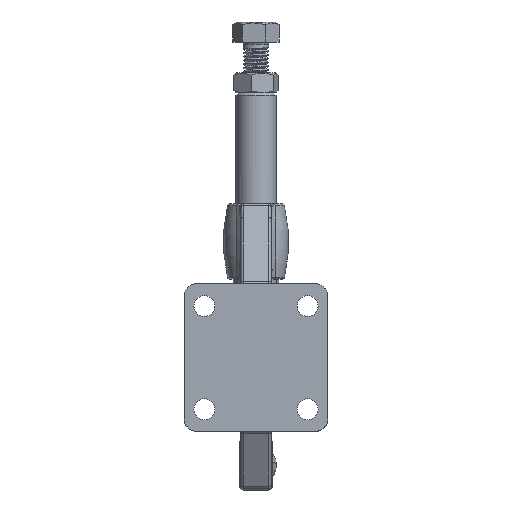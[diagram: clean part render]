
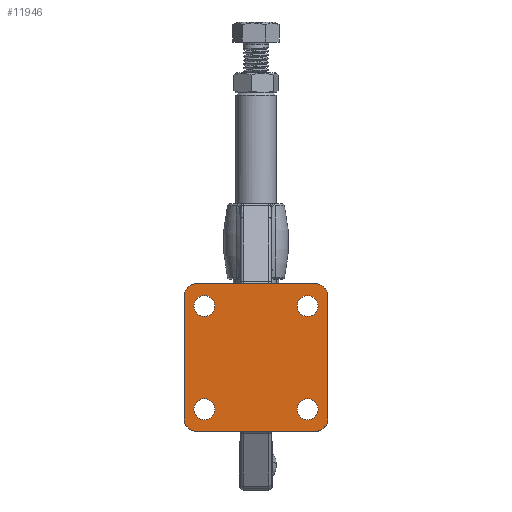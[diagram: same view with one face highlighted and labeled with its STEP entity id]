
A CAD part, front view. The second image highlights one B-rep face of the part: STEP entity #11946.
In plain terms, the highlighted planar face has unit normal (0, -1, 0).
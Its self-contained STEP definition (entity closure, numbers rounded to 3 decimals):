
#101 = VERTEX_POINT ( 'NONE', #14019 ) ;
#133 = LINE ( 'NONE', #23389, #23112 ) ;
#233 = DIRECTION ( 'NONE',  ( 0., 0., 1. ) ) ;
#315 = ORIENTED_EDGE ( 'NONE', *, *, #20233, .F. ) ;
#395 = DIRECTION ( 'NONE',  ( 1., 0., 0. ) ) ;
#724 = ORIENTED_EDGE ( 'NONE', *, *, #1728, .F. ) ;
#1006 = DIRECTION ( 'NONE',  ( 0., -1., 0. ) ) ;
#1222 = CIRCLE ( 'NONE', #16656, 4.15 ) ;
#1272 = CARTESIAN_POINT ( 'NONE',  ( -20.55, 0., 49.95 ) ) ;
#1566 = EDGE_CURVE ( 'NONE', #37490, #33150, #35152, .T. ) ;
#1700 = LINE ( 'NONE', #34747, #8695 ) ;
#1728 = EDGE_CURVE ( 'NONE', #3637, #12387, #5530, .T. ) ;
#2424 = DIRECTION ( 'NONE',  ( 0., -1., 0. ) ) ;
#2837 = DIRECTION ( 'NONE',  ( 0., -1., 0. ) ) ;
#3273 = AXIS2_PLACEMENT_3D ( 'NONE', #25048, #4073, #19023 ) ;
#3637 = VERTEX_POINT ( 'NONE', #29576 ) ;
#3729 = VERTEX_POINT ( 'NONE', #33096 ) ;
#3972 = AXIS2_PLACEMENT_3D ( 'NONE', #24476, #12669, #33685 ) ;
#4073 = DIRECTION ( 'NONE',  ( 0., -1., 0. ) ) ;
#4306 = DIRECTION ( 'NONE',  ( 0., 0., -1. ) ) ;
#4665 = EDGE_CURVE ( 'NONE', #18692, #32267, #38234, .T. ) ;
#5073 = LINE ( 'NONE', #18219, #21036 ) ;
#5163 = CARTESIAN_POINT ( 'NONE',  ( 28.6, 0., 58.8 ) ) ;
#5514 = FACE_BOUND ( 'NONE', #30815, .T. ) ;
#5530 = CIRCLE ( 'NONE', #3273, 4.15 ) ;
#5540 = DIRECTION ( 'NONE',  ( 0., -1., 0. ) ) ;
#5962 = AXIS2_PLACEMENT_3D ( 'NONE', #18983, #1006, #22002 ) ;
#6051 = CARTESIAN_POINT ( 'NONE',  ( -23.6, 0., 58.8 ) ) ;
#6486 = AXIS2_PLACEMENT_3D ( 'NONE', #1272, #22267, #4306 ) ;
#6865 = AXIS2_PLACEMENT_3D ( 'NONE', #36162, #18186, #233 ) ;
#7387 = ORIENTED_EDGE ( 'NONE', *, *, #18648, .F. ) ;
#7493 = VERTEX_POINT ( 'NONE', #38226 ) ;
#8147 = DIRECTION ( 'NONE',  ( 0., 0., -1. ) ) ;
#8269 = VERTEX_POINT ( 'NONE', #18189 ) ;
#8379 = DIRECTION ( 'NONE',  ( 0., 0., -1. ) ) ;
#8679 = AXIS2_PLACEMENT_3D ( 'NONE', #11109, #32118, #14130 ) ;
#8695 = VECTOR ( 'NONE', #19765, 1000. ) ;
#9045 = EDGE_CURVE ( 'NONE', #9283, #30885, #35235, .T. ) ;
#9283 = VERTEX_POINT ( 'NONE', #24273 ) ;
#9403 = CIRCLE ( 'NONE', #27651, 4.15 ) ;
#9960 = ORIENTED_EDGE ( 'NONE', *, *, #27009, .T. ) ;
#11031 = CARTESIAN_POINT ( 'NONE',  ( -20.55, 0., 8.85 ) ) ;
#11109 = CARTESIAN_POINT ( 'NONE',  ( -23.6, 0., 53.8 ) ) ;
#11208 = CARTESIAN_POINT ( 'NONE',  ( 23.6, 0., 0. ) ) ;
#11492 = ORIENTED_EDGE ( 'NONE', *, *, #32580, .T. ) ;
#11594 = CIRCLE ( 'NONE', #5962, 5. ) ;
#11599 = EDGE_CURVE ( 'NONE', #34427, #3729, #5073, .T. ) ;
#11786 = DIRECTION ( 'NONE',  ( 0., -1., 0. ) ) ;
#11946 = ADVANCED_FACE ( 'NONE', ( #5514, #13518, #21481, #36499, #28565 ), #24607, .F. ) ;
#11988 = EDGE_CURVE ( 'NONE', #26510, #101, #11594, .T. ) ;
#12073 = DIRECTION ( 'NONE',  ( 0., -1., 0. ) ) ;
#12387 = VERTEX_POINT ( 'NONE', #24304 ) ;
#12414 = CARTESIAN_POINT ( 'NONE',  ( 20.55, 0., 13. ) ) ;
#12669 = DIRECTION ( 'NONE',  ( 0., 1., 0. ) ) ;
#12775 = EDGE_LOOP ( 'NONE', ( #28317, #7387 ) ) ;
#13223 = EDGE_LOOP ( 'NONE', ( #315, #724 ) ) ;
#13518 = FACE_BOUND ( 'NONE', #12775, .T. ) ;
#13766 = VERTEX_POINT ( 'NONE', #11208 ) ;
#13949 = AXIS2_PLACEMENT_3D ( 'NONE', #11031, #32037, #14060 ) ;
#14019 = CARTESIAN_POINT ( 'NONE',  ( -23.6, 0., 0. ) ) ;
#14060 = DIRECTION ( 'NONE',  ( 0., 0., -1. ) ) ;
#14130 = DIRECTION ( 'NONE',  ( 0., 0., 1. ) ) ;
#14260 = CARTESIAN_POINT ( 'NONE',  ( -28.6, 0., 5. ) ) ;
#15183 = ORIENTED_EDGE ( 'NONE', *, *, #11599, .F. ) ;
#15191 = VERTEX_POINT ( 'NONE', #33217 ) ;
#15666 = ORIENTED_EDGE ( 'NONE', *, *, #33087, .F. ) ;
#16656 = AXIS2_PLACEMENT_3D ( 'NONE', #23497, #5540, #26526 ) ;
#17653 = EDGE_CURVE ( 'NONE', #34427, #7493, #34464, .T. ) ;
#18186 = DIRECTION ( 'NONE',  ( 0., -1., 0. ) ) ;
#18189 = CARTESIAN_POINT ( 'NONE',  ( 28.6, 0., 53.8 ) ) ;
#18201 = EDGE_CURVE ( 'NONE', #101, #13766, #133, .T. ) ;
#18219 = CARTESIAN_POINT ( 'NONE',  ( 0., 0., 58.8 ) ) ;
#18648 = EDGE_CURVE ( 'NONE', #33150, #37490, #38619, .T. ) ;
#18692 = VERTEX_POINT ( 'NONE', #37357 ) ;
#18983 = CARTESIAN_POINT ( 'NONE',  ( -23.6, 0., 5. ) ) ;
#19023 = DIRECTION ( 'NONE',  ( 0., 0., -1. ) ) ;
#19528 = AXIS2_PLACEMENT_3D ( 'NONE', #20388, #2424, #23390 ) ;
#19673 = CARTESIAN_POINT ( 'NONE',  ( -20.55, 0., 4.7 ) ) ;
#19765 = DIRECTION ( 'NONE',  ( 0., 0., -1. ) ) ;
#20054 = EDGE_CURVE ( 'NONE', #8269, #15191, #29184, .T. ) ;
#20233 = EDGE_CURVE ( 'NONE', #12387, #3637, #9403, .T. ) ;
#20388 = CARTESIAN_POINT ( 'NONE',  ( 23.6, 0., 53.8 ) ) ;
#20821 = CARTESIAN_POINT ( 'NONE',  ( 20.55, 0., 8.85 ) ) ;
#21036 = VECTOR ( 'NONE', #395, 1000. ) ;
#21288 = EDGE_LOOP ( 'NONE', ( #34684, #15666 ) ) ;
#21481 = FACE_BOUND ( 'NONE', #21288, .T. ) ;
#21808 = ORIENTED_EDGE ( 'NONE', *, *, #9045, .F. ) ;
#22002 = DIRECTION ( 'NONE',  ( 0., 0., 1. ) ) ;
#22141 = AXIS2_PLACEMENT_3D ( 'NONE', #38009, #33457, #8379 ) ;
#22267 = DIRECTION ( 'NONE',  ( 0., -1., 0. ) ) ;
#22599 = ORIENTED_EDGE ( 'NONE', *, *, #11988, .T. ) ;
#22635 = ORIENTED_EDGE ( 'NONE', *, *, #17653, .T. ) ;
#23112 = VECTOR ( 'NONE', #26411, 1000. ) ;
#23389 = CARTESIAN_POINT ( 'NONE',  ( 0., 0., 0. ) ) ;
#23390 = DIRECTION ( 'NONE',  ( 0., 0., 1. ) ) ;
#23497 = CARTESIAN_POINT ( 'NONE',  ( 20.55, 0., 8.85 ) ) ;
#23739 = CARTESIAN_POINT ( 'NONE',  ( -20.55, 0., 54.1 ) ) ;
#23794 = DIRECTION ( 'NONE',  ( 0., 0., -1. ) ) ;
#24273 = CARTESIAN_POINT ( 'NONE',  ( -20.55, 0., 13. ) ) ;
#24304 = CARTESIAN_POINT ( 'NONE',  ( 20.55, 0., 45.8 ) ) ;
#24476 = CARTESIAN_POINT ( 'NONE',  ( 0., 0., 58.8 ) ) ;
#24607 = PLANE ( 'NONE',  #3972 ) ;
#25048 = CARTESIAN_POINT ( 'NONE',  ( 20.55, 0., 49.95 ) ) ;
#25183 = CIRCLE ( 'NONE', #19528, 5. ) ;
#25509 = EDGE_LOOP ( 'NONE', ( #11492, #22599, #30602, #35611, #28995, #9960, #15183, #22635 ) ) ;
#25999 = CIRCLE ( 'NONE', #6865, 5. ) ;
#26411 = DIRECTION ( 'NONE',  ( 1., 0., 0. ) ) ;
#26510 = VERTEX_POINT ( 'NONE', #14260 ) ;
#26526 = DIRECTION ( 'NONE',  ( 0., 0., -1. ) ) ;
#27009 = EDGE_CURVE ( 'NONE', #8269, #3729, #25183, .T. ) ;
#27651 = AXIS2_PLACEMENT_3D ( 'NONE', #30067, #12073, #33086 ) ;
#28317 = ORIENTED_EDGE ( 'NONE', *, *, #1566, .F. ) ;
#28565 = FACE_OUTER_BOUND ( 'NONE', #25509, .T. ) ;
#28995 = ORIENTED_EDGE ( 'NONE', *, *, #20054, .F. ) ;
#29184 = LINE ( 'NONE', #5163, #38100 ) ;
#29367 = EDGE_CURVE ( 'NONE', #30885, #9283, #36096, .T. ) ;
#29576 = CARTESIAN_POINT ( 'NONE',  ( 20.55, 0., 54.1 ) ) ;
#29787 = CARTESIAN_POINT ( 'NONE',  ( -20.55, 0., 8.85 ) ) ;
#30067 = CARTESIAN_POINT ( 'NONE',  ( 20.55, 0., 49.95 ) ) ;
#30602 = ORIENTED_EDGE ( 'NONE', *, *, #18201, .T. ) ;
#30815 = EDGE_LOOP ( 'NONE', ( #31600, #21808 ) ) ;
#30885 = VERTEX_POINT ( 'NONE', #19673 ) ;
#31600 = ORIENTED_EDGE ( 'NONE', *, *, #29367, .F. ) ;
#32037 = DIRECTION ( 'NONE',  ( 0., -1., 0. ) ) ;
#32118 = DIRECTION ( 'NONE',  ( 0., -1., 0. ) ) ;
#32267 = VERTEX_POINT ( 'NONE', #12414 ) ;
#32384 = AXIS2_PLACEMENT_3D ( 'NONE', #29787, #11786, #32794 ) ;
#32580 = EDGE_CURVE ( 'NONE', #7493, #26510, #1700, .T. ) ;
#32794 = DIRECTION ( 'NONE',  ( 0., 0., -1. ) ) ;
#32982 = AXIS2_PLACEMENT_3D ( 'NONE', #20821, #2837, #23794 ) ;
#33086 = DIRECTION ( 'NONE',  ( 0., 0., -1. ) ) ;
#33087 = EDGE_CURVE ( 'NONE', #32267, #18692, #1222, .T. ) ;
#33096 = CARTESIAN_POINT ( 'NONE',  ( 23.6, 0., 58.8 ) ) ;
#33150 = VERTEX_POINT ( 'NONE', #23739 ) ;
#33217 = CARTESIAN_POINT ( 'NONE',  ( 28.6, 0., 5. ) ) ;
#33457 = DIRECTION ( 'NONE',  ( 0., -1., 0. ) ) ;
#33685 = DIRECTION ( 'NONE',  ( 0., 0., 1. ) ) ;
#33880 = CARTESIAN_POINT ( 'NONE',  ( -20.55, 0., 45.8 ) ) ;
#34427 = VERTEX_POINT ( 'NONE', #6051 ) ;
#34464 = CIRCLE ( 'NONE', #8679, 5. ) ;
#34624 = EDGE_CURVE ( 'NONE', #13766, #15191, #25999, .T. ) ;
#34684 = ORIENTED_EDGE ( 'NONE', *, *, #4665, .F. ) ;
#34747 = CARTESIAN_POINT ( 'NONE',  ( -28.6, 0., 58.8 ) ) ;
#35152 = CIRCLE ( 'NONE', #22141, 4.15 ) ;
#35235 = CIRCLE ( 'NONE', #13949, 4.15 ) ;
#35611 = ORIENTED_EDGE ( 'NONE', *, *, #34624, .T. ) ;
#36096 = CIRCLE ( 'NONE', #32384, 4.15 ) ;
#36162 = CARTESIAN_POINT ( 'NONE',  ( 23.6, 0., 5. ) ) ;
#36499 = FACE_BOUND ( 'NONE', #13223, .T. ) ;
#37357 = CARTESIAN_POINT ( 'NONE',  ( 20.55, 0., 4.7 ) ) ;
#37490 = VERTEX_POINT ( 'NONE', #33880 ) ;
#38009 = CARTESIAN_POINT ( 'NONE',  ( -20.55, 0., 49.95 ) ) ;
#38100 = VECTOR ( 'NONE', #8147, 1000. ) ;
#38226 = CARTESIAN_POINT ( 'NONE',  ( -28.6, 0., 53.8 ) ) ;
#38234 = CIRCLE ( 'NONE', #32982, 4.15 ) ;
#38619 = CIRCLE ( 'NONE', #6486, 4.15 ) ;
